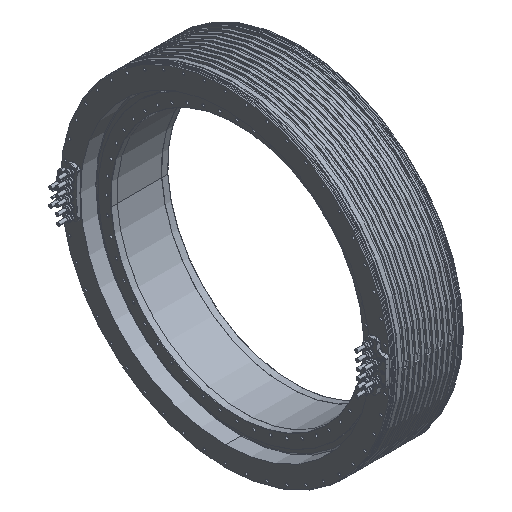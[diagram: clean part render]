
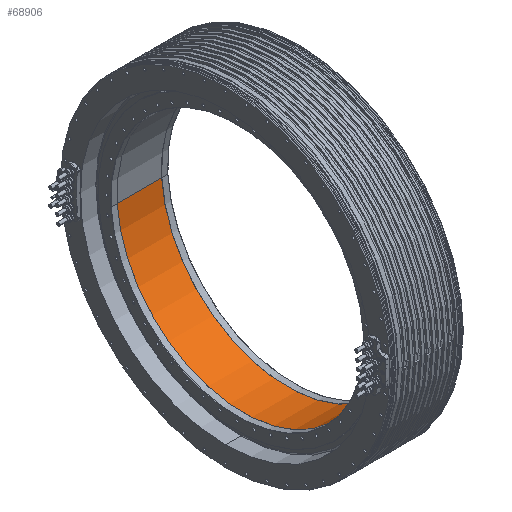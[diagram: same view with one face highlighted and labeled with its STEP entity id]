
A CAD part, isometric view. The second image highlights one B-rep face of the part: STEP entity #68906.
In plain terms, the highlighted cylindrical face has radius 400.25 mm (diameter 800.5 mm), a partial arc.
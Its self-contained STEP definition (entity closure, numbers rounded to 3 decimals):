
#62554=CARTESIAN_POINT('',(107.75,0.,0.));
#62555=DIRECTION('',(1.,0.,0.));
#62556=DIRECTION('',(0.,-0.998,0.065));
#62557=AXIS2_PLACEMENT_3D('',#62554,#62555,#62556);
#62577=DIRECTION('',(1.,0.,0.));
#62578=VECTOR('',#62577,140.5);
#62579=CARTESIAN_POINT('',(-32.75,399.393,
-26.178));
#62580=LINE('',#62579,#62578);
#62581=DIRECTION('',(-1.,0.,0.));
#62582=VECTOR('',#62581,140.5);
#62583=CARTESIAN_POINT('',(107.75,-399.393,26.178));
#62584=LINE('',#62583,#62582);
#62585=CARTESIAN_POINT('',(-32.75,0.,0.));
#62586=DIRECTION('',(-1.,0.,0.));
#62587=DIRECTION('',(0.,0.998,-0.065));
#62588=AXIS2_PLACEMENT_3D('',#62585,#62586,#62587);
#64698=CARTESIAN_POINT('',(107.75,399.393,-26.178));
#64699=VERTEX_POINT('',#64698);
#64700=CARTESIAN_POINT('',(107.75,-399.393,26.178));
#64701=VERTEX_POINT('',#64700);
#64702=CARTESIAN_POINT('',(-32.75,399.393,
-26.178));
#64703=VERTEX_POINT('',#64702);
#64704=CARTESIAN_POINT('',(-32.75,-399.393,26.178));
#64705=VERTEX_POINT('',#64704);
#68894=CARTESIAN_POINT('',(110.56,0.,0.));
#68895=DIRECTION('',(-1.,0.,0.));
#68896=DIRECTION('',(0.,0.998,-0.065));
#68897=AXIS2_PLACEMENT_3D('',#68894,#68895,#68896);
#68898=CYLINDRICAL_SURFACE('',#68897,400.25);
#68899=ORIENTED_EDGE('',*,*,#68884,.T.);
#68900=ORIENTED_EDGE('',*,*,#68861,.F.);
#68901=ORIENTED_EDGE('',*,*,#68888,.T.);
#68903=ORIENTED_EDGE('',*,*,#68902,.F.);
#68904=EDGE_LOOP('',(#68899,#68900,#68901,#68903));
#68905=FACE_OUTER_BOUND('',#68904,.F.);
#62558=CIRCLE('',#62557,400.25);
#62589=CIRCLE('',#62588,400.25);
#68861=EDGE_CURVE('',#64701,#64699,#62558,.T.);
#68884=EDGE_CURVE('',#64703,#64699,#62580,.T.);
#68888=EDGE_CURVE('',#64701,#64705,#62584,.T.);
#68902=EDGE_CURVE('',#64703,#64705,#62589,.T.);
#68906=ADVANCED_FACE('',(#68905),#68898,.F.);
